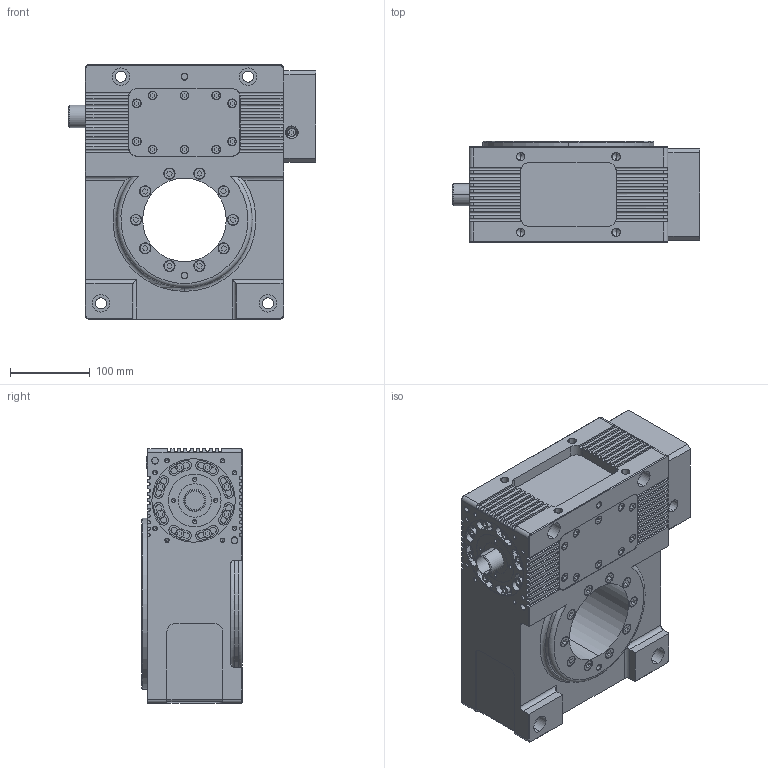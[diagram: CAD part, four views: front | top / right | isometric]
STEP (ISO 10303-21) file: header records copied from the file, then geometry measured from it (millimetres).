
FILE_DESCRIPTION (( 'STEP AP203' ), '1' );
FILE_NAME ('RT250-SSPM1-24360-R1ªÅ¤ß¶b¥~«¬(20240222).stp', '2025-06-24T05:44:08', ( '' ), ( '' ), 'SwSTEP 2.0', 'SolidWorks 2018', '' );
FILE_SCHEMA (( 'CONFIG_CONTROL_DESIGN' ));
Products named in the file (1): RT250-SSPM1-24360-R1空心軸外型(20240222)
Bounding box: 311 x 127 x 320 mm (x, y, z)
Volume: 8175270.5 mm3; surface area: 501611.8 mm2
Topology: 1 solids, 1 shells, 1541 faces, 3881 edges, 2457 vertices
Faces by surface type: plane 756, cylinder 598, cone 172, bspline 12, torus 3
Entity records: 49809 total; most frequent: CARTESIAN_POINT 11989, DIRECTION 8185, ORIENTED_EDGE 7594, EDGE_CURVE 3797, AXIS2_PLACEMENT_3D 2936, VERTEX_POINT 2457, VECTOR 2313, LINE 2313
